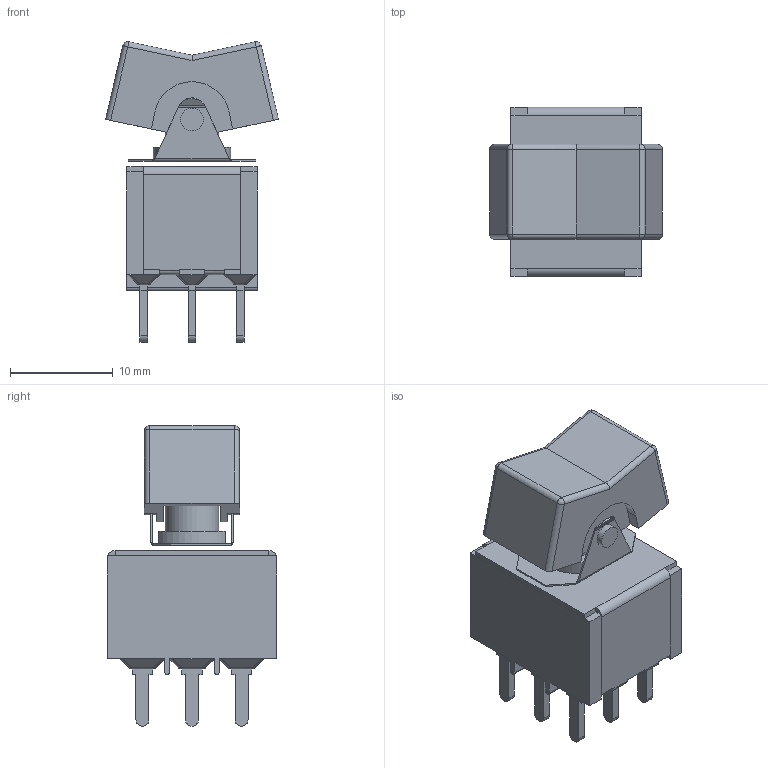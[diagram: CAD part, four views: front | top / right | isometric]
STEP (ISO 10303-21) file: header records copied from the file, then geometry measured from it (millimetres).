
FILE_DESCRIPTION(/* description */ (''),/* implementation_level */ '2;1');
FILE_NAME(/* name */ '3003PxJ1xxxM2xE.stp',/* time_stamp */ '2025-05-01T11:46:52-05:00',/* author */ ('mroman'),/* organization */ (''),/* preprocessor_version */ 'ST-DEVELOPER v18.1',/* originating_system */ 'Autodesk Inventor 2022',/* authorisation */ '');
FILE_SCHEMA (('AUTOMOTIVE_DESIGN { 1 0 10303 214 3 1 1 }'));
Length unit declared in the file: inch
Products named in the file (1): 3003PxJ1xxxM2xE
Bounding box: 16.87 x 16.51 x 29.33 mm (x, y, z)
Volume: 3027.5 mm3; surface area: 2683 mm2
Topology: 2 solids, 2 shells, 447 faces, 1161 edges, 694 vertices
Faces by surface type: plane 291, cylinder 122, sphere 34
Full cylindrical faces by diameter (mm): 2.2 x4, 3.2 x1, 5.2 x1
Entity records: 13271 total; most frequent: DIRECTION 2319, CARTESIAN_POINT 2299, ORIENTED_EDGE 2254, EDGE_CURVE 1127, LINE 827, VECTOR 827, AXIS2_PLACEMENT_3D 746, VERTEX_POINT 694
